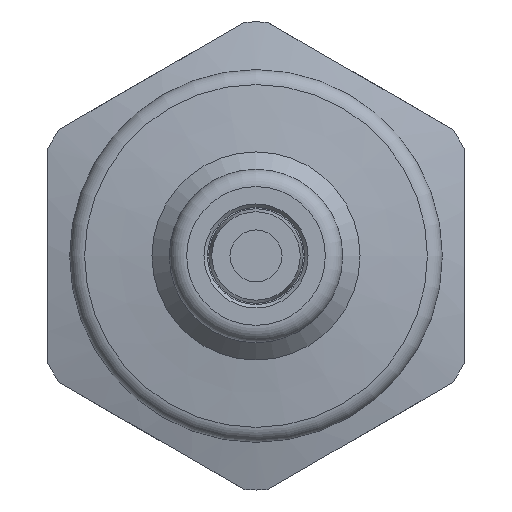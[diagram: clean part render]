
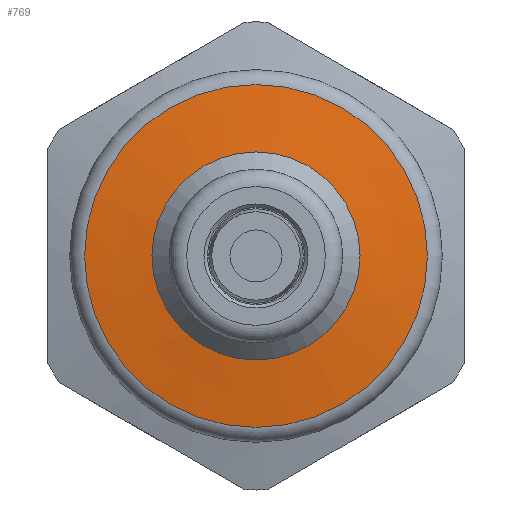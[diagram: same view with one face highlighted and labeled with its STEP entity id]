
A CAD part, left-side view. The second image highlights one B-rep face of the part: STEP entity #769.
In plain terms, the highlighted conical face has half-angle 82 degrees and reference radius 8.375 mm.
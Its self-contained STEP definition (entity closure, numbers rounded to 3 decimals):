
#33=CONICAL_SURFACE('',#864,8.375,1.431);
#56=LINE('',#1256,#87);
#87=VECTOR('',#1020,8.375);
#193=FACE_OUTER_BOUND('',#242,.T.);
#242=EDGE_LOOP('',(#576,#577,#578,#579,#580));
#287=CIRCLE('',#835,6.);
#308=CIRCLE('',#865,9.889);
#309=CIRCLE('',#866,9.889);
#348=VERTEX_POINT('',#1199);
#366=VERTEX_POINT('',#1253);
#367=VERTEX_POINT('',#1254);
#418=EDGE_CURVE('',#348,#348,#287,.T.);
#445=EDGE_CURVE('',#366,#367,#308,.T.);
#446=EDGE_CURVE('',#366,#348,#56,.T.);
#447=EDGE_CURVE('',#367,#366,#309,.T.);
#576=ORIENTED_EDGE('',*,*,#445,.F.);
#577=ORIENTED_EDGE('',*,*,#446,.T.);
#578=ORIENTED_EDGE('',*,*,#418,.T.);
#579=ORIENTED_EDGE('',*,*,#446,.F.);
#580=ORIENTED_EDGE('',*,*,#447,.F.);
#769=ADVANCED_FACE('',(#193),#33,.T.);
#835=AXIS2_PLACEMENT_3D('',#1200,#952,#953);
#864=AXIS2_PLACEMENT_3D('',#1252,#1016,#1017);
#865=AXIS2_PLACEMENT_3D('',#1255,#1018,#1019);
#866=AXIS2_PLACEMENT_3D('',#1257,#1021,#1022);
#952=DIRECTION('center_axis',(1.,0.,0.));
#953=DIRECTION('ref_axis',(0.,1.,0.));
#1016=DIRECTION('center_axis',(1.,0.,0.));
#1017=DIRECTION('ref_axis',(0.,1.,0.));
#1018=DIRECTION('center_axis',(1.,0.,0.));
#1019=DIRECTION('ref_axis',(0.,-1.,0.));
#1020=DIRECTION('',(-0.139,0.99,0.));
#1021=DIRECTION('center_axis',(1.,0.,0.));
#1022=DIRECTION('ref_axis',(0.,-1.,0.));
#1199=CARTESIAN_POINT('',(20.,-6.,0.));
#1200=CARTESIAN_POINT('Origin',(20.,0.,0.));
#1252=CARTESIAN_POINT('Origin',(20.334,0.,0.));
#1253=CARTESIAN_POINT('',(20.547,-9.889,0.));
#1254=CARTESIAN_POINT('',(20.547,0.,9.889));
#1255=CARTESIAN_POINT('Origin',(20.547,0.,0.));
#1256=CARTESIAN_POINT('',(20.334,-8.375,0.));
#1257=CARTESIAN_POINT('Origin',(20.547,0.,0.));
